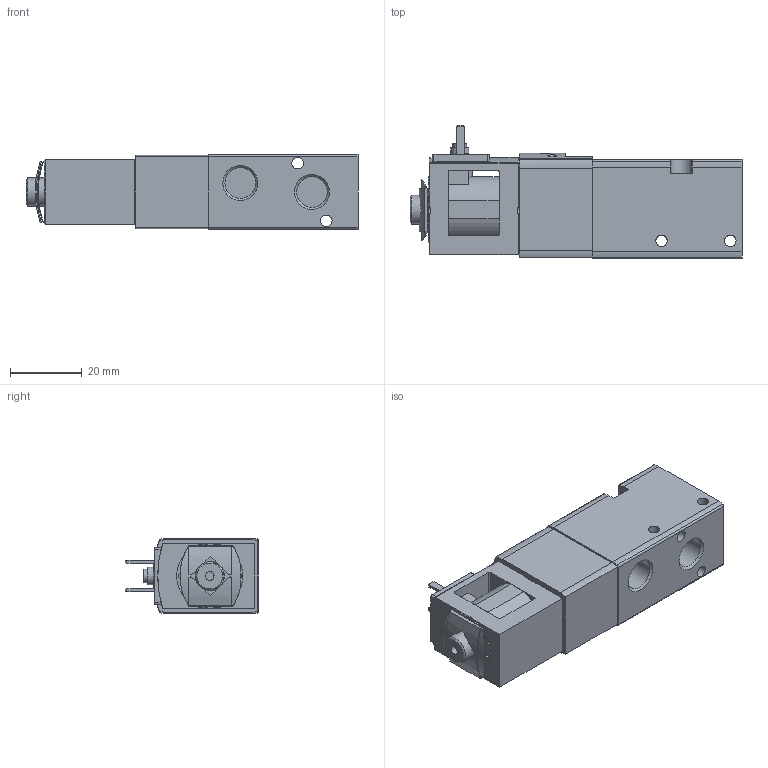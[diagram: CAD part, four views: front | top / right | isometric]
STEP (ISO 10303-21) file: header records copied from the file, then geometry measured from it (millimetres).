
FILE_DESCRIPTION( ( 'STEP AP214' ), '1' );
FILE_NAME( '8043213_VUVS-LK20-M32C-AD-G18-1C1-S.stp', '2019-10-22T11:06:22', ( '' ), ( '' ), ' ', 'PARTsolutions', ' ' );
FILE_SCHEMA( ( 'AUTOMOTIVE_DESIGN { 1 0 10303 214 1 1 1 1 }' ) );
Length unit declared in the file: millimetre
Products named in the file (4): 8043213 VUVS-LK20-M32C-AD-G18-1C1-S; _8043213 VUVS-LK20-M32C-D-G18-1C1_p---(-_0_0); HI_3728511 VACS-LK20; _3425691 VUVS-LK-CLIP---(clip)
Assembly tree (3 placements, depth 2):
  8043213 VUVS-LK20-M32C-AD-G18-1C1-S
    _8043213 VUVS-LK20-M32C-D-G18-1C1_p---(-_0_0)
    HI_3728511 VACS-LK20
    _3425691 VUVS-LK-CLIP---(clip)
Bounding box: 92.64 x 37.3 x 21.2 mm (x, y, z)
Volume: 44540.2 mm3; surface area: 15619.8 mm2
Topology: 3 solids, 3 shells, 323 faces, 819 edges, 539 vertices
Faces by surface type: plane 192, cylinder 122, cone 5, torus 4
Full cylindrical faces by diameter (mm): 2.013 x1, 2.4 x3, 2.6 x2, 2.8 x1, 3.2 x4, 3.8 x1, 4.3 x1, 5 x1, 7.4 x1, 8 x2, 8.15 x1, 8.566 x3, 10 x1, 12 x2
Entity records: 12438 total; most frequent: CARTESIAN_POINT 1919, DIRECTION 1666, ORIENTED_EDGE 1562, EDGE_CURVE 781, AXIS2_PLACEMENT_3D 585, VERTEX_POINT 534, LINE 496, VECTOR 496
